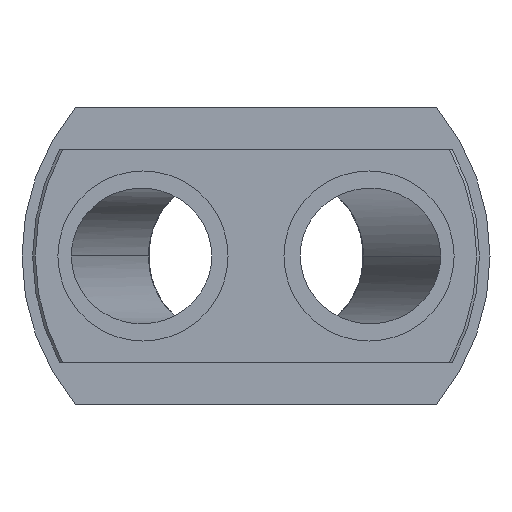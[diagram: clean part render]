
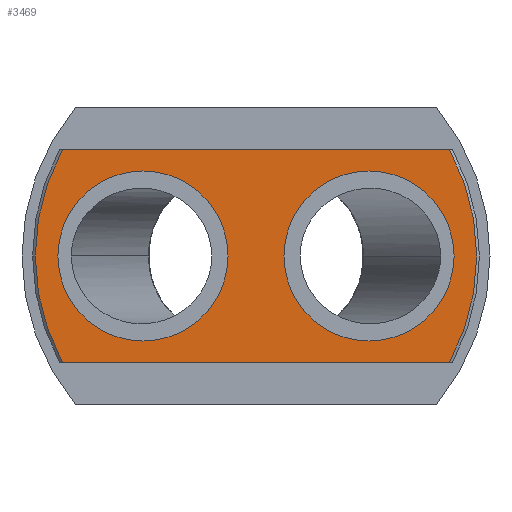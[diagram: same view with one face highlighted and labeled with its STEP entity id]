
A CAD part, left-side view. The second image highlights one B-rep face of the part: STEP entity #3469.
In plain terms, the highlighted planar face has unit normal (-1, 0, 0).
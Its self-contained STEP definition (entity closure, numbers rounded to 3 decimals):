
#2 = DIRECTION ( 'NONE',  ( 0., -1., 0. ) ) ;
#12 = CIRCLE ( 'NONE', #1276, 32. ) ;
#71 = CARTESIAN_POINT ( 'NONE',  ( 0., 74.5, 0. ) ) ;
#86 = ORIENTED_EDGE ( 'NONE', *, *, #1853, .F. ) ;
#110 = CIRCLE ( 'NONE', #3978, 32. ) ;
#117 = DIRECTION ( 'NONE',  ( 0., 1., 0. ) ) ;
#178 = CARTESIAN_POINT ( 'NONE',  ( 0., 42.5, 0. ) ) ;
#191 = ORIENTED_EDGE ( 'NONE', *, *, #2378, .F. ) ;
#208 = DIRECTION ( 'NONE',  ( 1., 0., 0. ) ) ;
#212 = EDGE_CURVE ( 'NONE', #3583, #3568, #12, .T. ) ;
#249 = AXIS2_PLACEMENT_3D ( 'NONE', #1822, #208, #1212 ) ;
#277 = CIRCLE ( 'NONE', #1554, 83. ) ;
#301 = EDGE_LOOP ( 'NONE', ( #3627, #1320 ) ) ;
#327 = CARTESIAN_POINT ( 'NONE',  ( 0., -42.5, 0. ) ) ;
#359 = AXIS2_PLACEMENT_3D ( 'NONE', #4168, #2500, #2171 ) ;
#408 = EDGE_CURVE ( 'NONE', #613, #3159, #277, .T. ) ;
#413 = CARTESIAN_POINT ( 'NONE',  ( 0., 10.5, 0. ) ) ;
#549 = EDGE_CURVE ( 'NONE', #4267, #3560, #3608, .T. ) ;
#613 = VERTEX_POINT ( 'NONE', #3537 ) ;
#637 = LINE ( 'NONE', #4077, #2345 ) ;
#706 = ORIENTED_EDGE ( 'NONE', *, *, #4000, .F. ) ;
#777 = CARTESIAN_POINT ( 'NONE',  ( 0., -88., -40. ) ) ;
#902 = DIRECTION ( 'NONE',  ( 0., -1., 0. ) ) ;
#926 = ORIENTED_EDGE ( 'NONE', *, *, #408, .F. ) ;
#999 = CARTESIAN_POINT ( 'NONE',  ( 0., -72.726, 40. ) ) ;
#1021 = CARTESIAN_POINT ( 'NONE',  ( 0., -72.726, -40. ) ) ;
#1151 = CARTESIAN_POINT ( 'NONE',  ( 0., 72.726, 40. ) ) ;
#1212 = DIRECTION ( 'NONE',  ( 0., 1., 0. ) ) ;
#1276 = AXIS2_PLACEMENT_3D ( 'NONE', #3053, #3709, #1697 ) ;
#1299 = FACE_BOUND ( 'NONE', #2019, .T. ) ;
#1320 = ORIENTED_EDGE ( 'NONE', *, *, #2300, .F. ) ;
#1329 = DIRECTION ( 'NONE',  ( -1., 0., 0. ) ) ;
#1383 = ORIENTED_EDGE ( 'NONE', *, *, #3694, .F. ) ;
#1554 = AXIS2_PLACEMENT_3D ( 'NONE', #3754, #3131, #3436 ) ;
#1655 = DIRECTION ( 'NONE',  ( -1., 0., 0. ) ) ;
#1697 = DIRECTION ( 'NONE',  ( 0., -1., 0. ) ) ;
#1710 = FACE_OUTER_BOUND ( 'NONE', #2407, .T. ) ;
#1729 = CARTESIAN_POINT ( 'NONE',  ( 0., -10.5, 0. ) ) ;
#1795 = DIRECTION ( 'NONE',  ( 0., -1., 0. ) ) ;
#1822 = CARTESIAN_POINT ( 'NONE',  ( 0., 0., 0. ) ) ;
#1853 = EDGE_CURVE ( 'NONE', #2065, #2649, #110, .T. ) ;
#1881 = EDGE_CURVE ( 'NONE', #4267, #3159, #637, .T. ) ;
#1882 = CARTESIAN_POINT ( 'NONE',  ( 0., 72.726, -40. ) ) ;
#1898 = ORIENTED_EDGE ( 'NONE', *, *, #549, .F. ) ;
#1924 = CIRCLE ( 'NONE', #2263, 32. ) ;
#2019 = EDGE_LOOP ( 'NONE', ( #706, #86 ) ) ;
#2065 = VERTEX_POINT ( 'NONE', #1729 ) ;
#2167 = DIRECTION ( 'NONE',  ( -1., 0., 0. ) ) ;
#2171 = DIRECTION ( 'NONE',  ( 0., 1., 0. ) ) ;
#2263 = AXIS2_PLACEMENT_3D ( 'NONE', #3504, #4224, #902 ) ;
#2300 = EDGE_CURVE ( 'NONE', #3568, #3583, #3863, .T. ) ;
#2345 = VECTOR ( 'NONE', #117, 1000. ) ;
#2378 = EDGE_CURVE ( 'NONE', #3993, #613, #3389, .T. ) ;
#2407 = EDGE_LOOP ( 'NONE', ( #1383, #1898, #3728, #926, #191 ) ) ;
#2500 = DIRECTION ( 'NONE',  ( 1., 0., 0. ) ) ;
#2588 = AXIS2_PLACEMENT_3D ( 'NONE', #3961, #1655, #3988 ) ;
#2649 = VERTEX_POINT ( 'NONE', #3586 ) ;
#3053 = CARTESIAN_POINT ( 'NONE',  ( 0., 42.5, 0. ) ) ;
#3086 = DIRECTION ( 'NONE',  ( 0., 1., 0. ) ) ;
#3131 = DIRECTION ( 'NONE',  ( 1., 0., 0. ) ) ;
#3159 = VERTEX_POINT ( 'NONE', #1151 ) ;
#3389 = CIRCLE ( 'NONE', #249, 83. ) ;
#3436 = DIRECTION ( 'NONE',  ( 0., 1., 0. ) ) ;
#3469 = ADVANCED_FACE ( 'NONE', ( #4057, #1299, #1710 ), #3657, .T. ) ;
#3504 = CARTESIAN_POINT ( 'NONE',  ( 0., -42.5, 0. ) ) ;
#3537 = CARTESIAN_POINT ( 'NONE',  ( 0., 83., 0. ) ) ;
#3560 = VERTEX_POINT ( 'NONE', #1021 ) ;
#3568 = VERTEX_POINT ( 'NONE', #71 ) ;
#3583 = VERTEX_POINT ( 'NONE', #413 ) ;
#3586 = CARTESIAN_POINT ( 'NONE',  ( 0., -74.5, 0. ) ) ;
#3608 = CIRCLE ( 'NONE', #359, 83. ) ;
#3627 = ORIENTED_EDGE ( 'NONE', *, *, #212, .F. ) ;
#3641 = LINE ( 'NONE', #777, #3801 ) ;
#3657 = PLANE ( 'NONE',  #2588 ) ;
#3694 = EDGE_CURVE ( 'NONE', #3560, #3993, #3641, .T. ) ;
#3709 = DIRECTION ( 'NONE',  ( -1., 0., 0. ) ) ;
#3728 = ORIENTED_EDGE ( 'NONE', *, *, #1881, .T. ) ;
#3754 = CARTESIAN_POINT ( 'NONE',  ( 0., 0., 0. ) ) ;
#3759 = AXIS2_PLACEMENT_3D ( 'NONE', #178, #2167, #1795 ) ;
#3801 = VECTOR ( 'NONE', #3086, 1000. ) ;
#3863 = CIRCLE ( 'NONE', #3759, 32. ) ;
#3961 = CARTESIAN_POINT ( 'NONE',  ( 0., 0., 0. ) ) ;
#3978 = AXIS2_PLACEMENT_3D ( 'NONE', #327, #1329, #2 ) ;
#3988 = DIRECTION ( 'NONE',  ( 0., -1., 0. ) ) ;
#3993 = VERTEX_POINT ( 'NONE', #1882 ) ;
#4000 = EDGE_CURVE ( 'NONE', #2649, #2065, #1924, .T. ) ;
#4057 = FACE_BOUND ( 'NONE', #301, .T. ) ;
#4077 = CARTESIAN_POINT ( 'NONE',  ( 0., -88., 40. ) ) ;
#4168 = CARTESIAN_POINT ( 'NONE',  ( 0., 0., 0. ) ) ;
#4224 = DIRECTION ( 'NONE',  ( -1., 0., 0. ) ) ;
#4267 = VERTEX_POINT ( 'NONE', #999 ) ;
